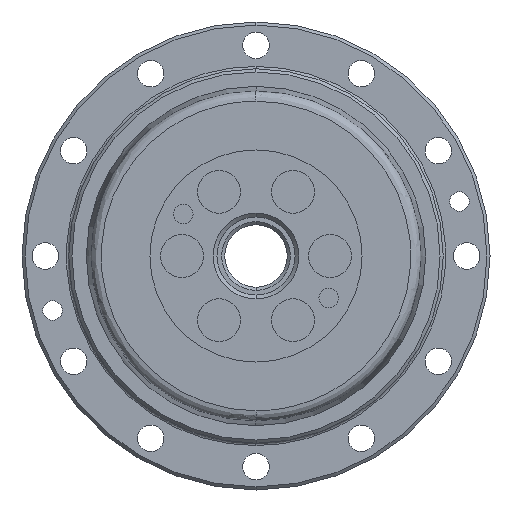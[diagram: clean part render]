
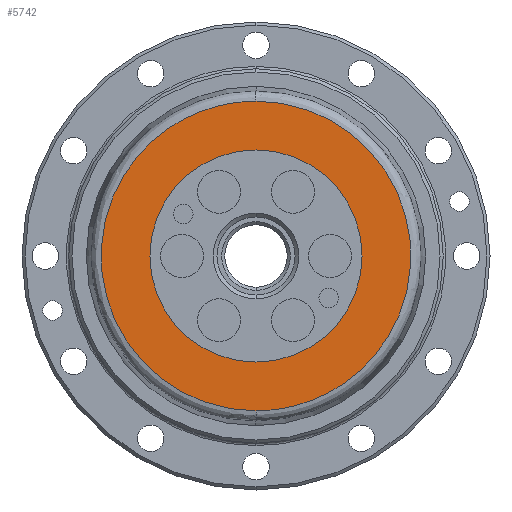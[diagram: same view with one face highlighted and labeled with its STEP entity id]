
A CAD part, left-side view. The second image highlights one B-rep face of the part: STEP entity #5742.
In plain terms, the highlighted planar face has unit normal (-1, 0, 0).
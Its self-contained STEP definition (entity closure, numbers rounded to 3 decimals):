
#241 = CARTESIAN_POINT ( 'NONE',  ( -17.3, 0., 19.85 ) ) ;
#313 = AXIS2_PLACEMENT_3D ( 'NONE', #5782, #1340, #3317 ) ;
#486 = AXIS2_PLACEMENT_3D ( 'NONE', #1646, #3620, #5592 ) ;
#706 = AXIS2_PLACEMENT_3D ( 'NONE', #1322, #3298, #5283 ) ;
#738 = CARTESIAN_POINT ( 'NONE',  ( -17.3, 0., -19.85 ) ) ;
#777 = CARTESIAN_POINT ( 'NONE',  ( -17.3, 0., 13.6 ) ) ;
#842 = CARTESIAN_POINT ( 'NONE',  ( -17.3, 0., -13.6 ) ) ;
#869 = EDGE_CURVE ( 'NONE', #2905, #4237, #3125, .T. ) ;
#1283 =( BOUNDED_CURVE ( )  B_SPLINE_CURVE ( 3, ( #738, #2724, #4699, #241 ),
 .UNSPECIFIED., .F., .F. ) 
 B_SPLINE_CURVE_WITH_KNOTS ( ( 4, 4 ),
 ( 0., 1. ),
 .UNSPECIFIED. ) 
 CURVE ( )  GEOMETRIC_REPRESENTATION_ITEM ( )  RATIONAL_B_SPLINE_CURVE ( ( 1., 0.333, 0.333, 1. ) ) 
 REPRESENTATION_ITEM ( '' )  );
#1322 = CARTESIAN_POINT ( 'NONE',  ( -17.3, 0., 0. ) ) ;
#1340 = DIRECTION ( 'NONE',  ( -1., 0., 0. ) ) ;
#1474 = CARTESIAN_POINT ( 'NONE',  ( -17.3, 0., -19.85 ) ) ;
#1512 = ORIENTED_EDGE ( 'NONE', *, *, #869, .F. ) ;
#1533 = CARTESIAN_POINT ( 'NONE',  ( -17.3, 0., -19.85 ) ) ;
#1646 = CARTESIAN_POINT ( 'NONE',  ( -17.3, 13.6, 0. ) ) ;
#1776 = ORIENTED_EDGE ( 'NONE', *, *, #5422, .F. ) ;
#1936 =( BOUNDED_CURVE ( )  B_SPLINE_CURVE ( 3, ( #1961, #3935, #5921, #1474 ),
 .UNSPECIFIED., .F., .F. ) 
 B_SPLINE_CURVE_WITH_KNOTS ( ( 4, 4 ),
 ( 0., 1. ),
 .UNSPECIFIED. ) 
 CURVE ( )  GEOMETRIC_REPRESENTATION_ITEM ( )  RATIONAL_B_SPLINE_CURVE ( ( 1., 0.333, 0.333, 1. ) ) 
 REPRESENTATION_ITEM ( '' )  );
#1961 = CARTESIAN_POINT ( 'NONE',  ( -17.3, 0., 19.85 ) ) ;
#2126 = FACE_BOUND ( 'NONE', #2546, .T. ) ;
#2546 = EDGE_LOOP ( 'NONE', ( #1776, #1512 ) ) ;
#2615 = VERTEX_POINT ( 'NONE', #1533 ) ;
#2724 = CARTESIAN_POINT ( 'NONE',  ( -17.3, 39.7, -19.85 ) ) ;
#2905 = VERTEX_POINT ( 'NONE', #842 ) ;
#3125 = CIRCLE ( 'NONE', #313, 13.6 ) ;
#3158 = EDGE_LOOP ( 'NONE', ( #3278, #6109 ) ) ;
#3278 = ORIENTED_EDGE ( 'NONE', *, *, #5316, .F. ) ;
#3298 = DIRECTION ( 'NONE',  ( -1., 0., 0. ) ) ;
#3317 = DIRECTION ( 'NONE',  ( 0., 0., 1. ) ) ;
#3371 = VERTEX_POINT ( 'NONE', #5568 ) ;
#3507 = CIRCLE ( 'NONE', #706, 13.6 ) ;
#3620 = DIRECTION ( 'NONE',  ( 1., 0., 0. ) ) ;
#3935 = CARTESIAN_POINT ( 'NONE',  ( -17.3, -39.7, 19.85 ) ) ;
#4100 = FACE_OUTER_BOUND ( 'NONE', #3158, .T. ) ;
#4237 = VERTEX_POINT ( 'NONE', #777 ) ;
#4699 = CARTESIAN_POINT ( 'NONE',  ( -17.3, 39.7, 19.85 ) ) ;
#5283 = DIRECTION ( 'NONE',  ( 0., 0., 1. ) ) ;
#5316 = EDGE_CURVE ( 'NONE', #2615, #3371, #1283, .T. ) ;
#5422 = EDGE_CURVE ( 'NONE', #4237, #2905, #3507, .T. ) ;
#5568 = CARTESIAN_POINT ( 'NONE',  ( -17.3, 0., 19.85 ) ) ;
#5592 = DIRECTION ( 'NONE',  ( 0., 0., -1. ) ) ;
#5622 = EDGE_CURVE ( 'NONE', #3371, #2615, #1936, .T. ) ;
#5742 = ADVANCED_FACE ( 'NONE', ( #2126, #4100 ), #6081, .F. ) ;
#5782 = CARTESIAN_POINT ( 'NONE',  ( -17.3, 0., 0. ) ) ;
#5921 = CARTESIAN_POINT ( 'NONE',  ( -17.3, -39.7, -19.85 ) ) ;
#6081 = PLANE ( 'NONE',  #486 ) ;
#6109 = ORIENTED_EDGE ( 'NONE', *, *, #5622, .F. ) ;
